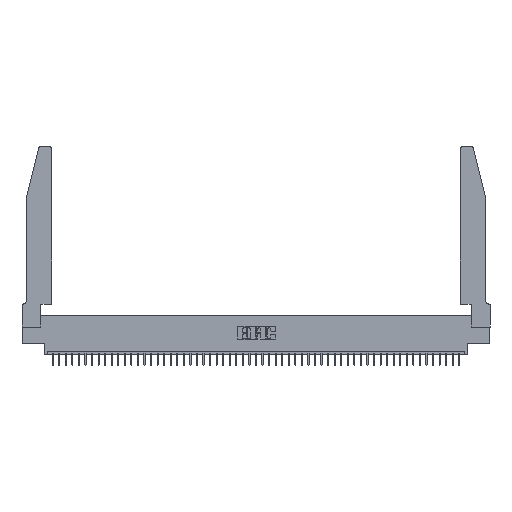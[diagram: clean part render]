
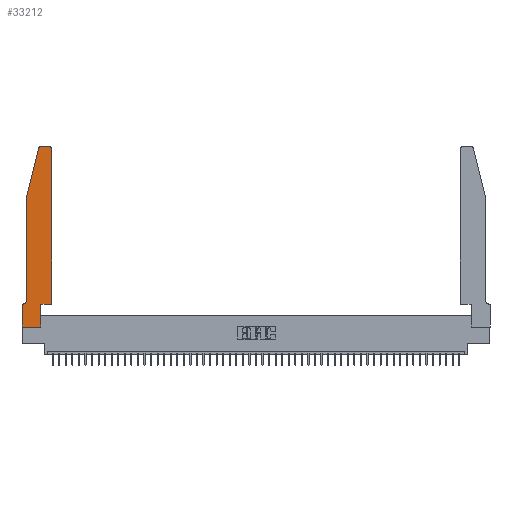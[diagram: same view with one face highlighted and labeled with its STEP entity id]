
A CAD part, top view. The second image highlights one B-rep face of the part: STEP entity #33212.
In plain terms, the highlighted planar face has unit normal (0, 0, 1).
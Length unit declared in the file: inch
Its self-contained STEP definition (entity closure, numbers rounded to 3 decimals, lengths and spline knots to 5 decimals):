
#1853 = ORIENTED_EDGE ( 'NONE', *, *, #13482, .T. ) ;
#2119 = VERTEX_POINT ( 'NONE', #14256 ) ;
#2611 = AXIS2_PLACEMENT_3D ( 'NONE', #40295, #16424, #44249 ) ;
#3539 = AXIS2_PLACEMENT_3D ( 'NONE', #15966, #43784, #19964 ) ;
#3615 = CARTESIAN_POINT ( 'NONE',  ( 0.0755, 2., 0.37 ) ) ;
#3773 = CARTESIAN_POINT ( 'NONE',  ( 0., 0., 0.37 ) ) ;
#3824 = ORIENTED_EDGE ( 'NONE', *, *, #44265, .T. ) ;
#4284 = DIRECTION ( 'NONE',  ( 0., 0., 1. ) ) ;
#4578 = CARTESIAN_POINT ( 'NONE',  ( 0.4505, 0.35, 0.37 ) ) ;
#4940 = CIRCLE ( 'NONE', #2611, 0.03 ) ;
#6410 = LINE ( 'NONE', #25368, #7673 ) ;
#6949 = ORIENTED_EDGE ( 'NONE', *, *, #38516, .T. ) ;
#7560 = LINE ( 'NONE', #21256, #27542 ) ;
#7673 = VECTOR ( 'NONE', #49135, 39.37008 ) ;
#8174 = CARTESIAN_POINT ( 'NONE',  ( 0.25487, 2.72718, 0.37 ) ) ;
#8536 = DIRECTION ( 'NONE',  ( -1., 0., 0. ) ) ;
#8558 = ORIENTED_EDGE ( 'NONE', *, *, #39108, .T. ) ;
#8590 = DIRECTION ( 'NONE',  ( 1., 0., 0. ) ) ;
#8875 = EDGE_CURVE ( 'NONE', #41328, #33678, #39865, .T. ) ;
#8916 = LINE ( 'NONE', #40853, #18305 ) ;
#8954 = ORIENTED_EDGE ( 'NONE', *, *, #17066, .T. ) ;
#9094 = ORIENTED_EDGE ( 'NONE', *, *, #38571, .T. ) ;
#9135 = AXIS2_PLACEMENT_3D ( 'NONE', #13032, #40909, #17037 ) ;
#9454 = LINE ( 'NONE', #3773, #50541 ) ;
#10803 = CARTESIAN_POINT ( 'NONE',  ( 0., 0., 0.37 ) ) ;
#11031 = VERTEX_POINT ( 'NONE', #22996 ) ;
#11812 = DIRECTION ( 'NONE',  ( 1., 0., 0. ) ) ;
#12394 = DIRECTION ( 'NONE',  ( 0., 1., 0. ) ) ;
#13032 = CARTESIAN_POINT ( 'NONE',  ( 0.4205, 2.72, 0.37 ) ) ;
#13144 = DIRECTION ( 'NONE',  ( 0., -1., 0. ) ) ;
#13482 = EDGE_CURVE ( 'NONE', #48242, #40855, #4940, .T. ) ;
#14066 = CARTESIAN_POINT ( 'NONE',  ( 0.0055, 0.35, 0.37 ) ) ;
#14256 = CARTESIAN_POINT ( 'NONE',  ( 0.0755, 2., 0.37 ) ) ;
#14503 = VECTOR ( 'NONE', #8536, 39.37008 ) ;
#15966 = CARTESIAN_POINT ( 'NONE',  ( 0.0055, 0.42, 0.37 ) ) ;
#16424 = DIRECTION ( 'NONE',  ( 0., 0., 1. ) ) ;
#17037 = DIRECTION ( 'NONE',  ( 1., 0., 0. ) ) ;
#17066 = EDGE_CURVE ( 'NONE', #45631, #19783, #22928, .T. ) ;
#17112 = ORIENTED_EDGE ( 'NONE', *, *, #37608, .T. ) ;
#18305 = VECTOR ( 'NONE', #13144, 39.37008 ) ;
#18684 = VECTOR ( 'NONE', #19017, 39.37008 ) ;
#18816 = CARTESIAN_POINT ( 'NONE',  ( 0.2865, 0.35, 0.37 ) ) ;
#18862 = VERTEX_POINT ( 'NONE', #48322 ) ;
#19017 = DIRECTION ( 'NONE',  ( 0., -1., 0. ) ) ;
#19783 = VERTEX_POINT ( 'NONE', #26544 ) ;
#19964 = DIRECTION ( 'NONE',  ( -1., 0., 0. ) ) ;
#20204 = EDGE_CURVE ( 'NONE', #24825, #45631, #7560, .T. ) ;
#21256 = CARTESIAN_POINT ( 'NONE',  ( 0.2865, 0.35, 0.37 ) ) ;
#22144 = VECTOR ( 'NONE', #31521, 39.37008 ) ;
#22449 = ORIENTED_EDGE ( 'NONE', *, *, #42384, .T. ) ;
#22928 = LINE ( 'NONE', #4578, #31025 ) ;
#22996 = CARTESIAN_POINT ( 'NONE',  ( 0.4505, 2.72, 0.37 ) ) ;
#23075 = CARTESIAN_POINT ( 'NONE',  ( 0.2865, 0., 0.37 ) ) ;
#24825 = VERTEX_POINT ( 'NONE', #23075 ) ;
#25123 = LINE ( 'NONE', #44399, #14503 ) ;
#25368 = CARTESIAN_POINT ( 'NONE',  ( 0.0755, 0.35, 0.37 ) ) ;
#26544 = CARTESIAN_POINT ( 'NONE',  ( 0.4505, 0.35, 0.37 ) ) ;
#27542 = VECTOR ( 'NONE', #29268, 39.37008 ) ;
#28168 = CARTESIAN_POINT ( 'NONE',  ( 0., 0.35, 0.37 ) ) ;
#29268 = DIRECTION ( 'NONE',  ( 0., 1., 0. ) ) ;
#31025 = VECTOR ( 'NONE', #8590, 39.37008 ) ;
#31521 = DIRECTION ( 'NONE',  ( -0.239, -0.971, 0. ) ) ;
#31991 = PLANE ( 'NONE',  #48546 ) ;
#32174 = DIRECTION ( 'NONE',  ( 1., 0., 0. ) ) ;
#32245 = CARTESIAN_POINT ( 'NONE',  ( 0.4505, 0.35, 0.37 ) ) ;
#32872 = CIRCLE ( 'NONE', #3539, 0.07 ) ;
#33016 = FACE_OUTER_BOUND ( 'NONE', #41844, .T. ) ;
#33212 = ADVANCED_FACE ( 'NONE', ( #33016 ), #31991, .T. ) ;
#33678 = VERTEX_POINT ( 'NONE', #37479 ) ;
#34598 = EDGE_CURVE ( 'NONE', #18862, #38005, #32872, .T. ) ;
#36276 = ORIENTED_EDGE ( 'NONE', *, *, #20204, .T. ) ;
#37032 = CARTESIAN_POINT ( 'NONE',  ( 0.4205, 2.75, 0.37 ) ) ;
#37479 = CARTESIAN_POINT ( 'NONE',  ( 0., 0., 0.37 ) ) ;
#37608 = EDGE_CURVE ( 'NONE', #40855, #2119, #51365, .T. ) ;
#37681 = CIRCLE ( 'NONE', #9135, 0.03 ) ;
#38005 = VERTEX_POINT ( 'NONE', #14066 ) ;
#38018 = LINE ( 'NONE', #32245, #48542 ) ;
#38516 = EDGE_CURVE ( 'NONE', #2119, #18862, #8916, .T. ) ;
#38517 = VERTEX_POINT ( 'NONE', #37032 ) ;
#38571 = EDGE_CURVE ( 'NONE', #38005, #41328, #6410, .T. ) ;
#39108 = EDGE_CURVE ( 'NONE', #38517, #48242, #25123, .T. ) ;
#39865 = LINE ( 'NONE', #10803, #18684 ) ;
#39975 = CARTESIAN_POINT ( 'NONE',  ( 0.284, 2.75, 0.37 ) ) ;
#40295 = CARTESIAN_POINT ( 'NONE',  ( 0.284, 2.72, 0.37 ) ) ;
#40853 = CARTESIAN_POINT ( 'NONE',  ( 0.0755, 2., 0.37 ) ) ;
#40855 = VERTEX_POINT ( 'NONE', #8174 ) ;
#40882 = EDGE_CURVE ( 'NONE', #19783, #11031, #38018, .T. ) ;
#40909 = DIRECTION ( 'NONE',  ( 0., 0., 1. ) ) ;
#41328 = VERTEX_POINT ( 'NONE', #47475 ) ;
#41844 = EDGE_LOOP ( 'NONE', ( #8558, #1853, #17112, #6949, #43383, #9094, #42362, #3824, #36276, #8954, #48233, #22449 ) ) ;
#42362 = ORIENTED_EDGE ( 'NONE', *, *, #8875, .T. ) ;
#42384 = EDGE_CURVE ( 'NONE', #11031, #38517, #37681, .T. ) ;
#43383 = ORIENTED_EDGE ( 'NONE', *, *, #34598, .T. ) ;
#43784 = DIRECTION ( 'NONE',  ( 0., 0., -1. ) ) ;
#44249 = DIRECTION ( 'NONE',  ( 1., 0., 0. ) ) ;
#44265 = EDGE_CURVE ( 'NONE', #33678, #24825, #9454, .T. ) ;
#44399 = CARTESIAN_POINT ( 'NONE',  ( 0.2605, 2.75, 0.37 ) ) ;
#45631 = VERTEX_POINT ( 'NONE', #18816 ) ;
#47475 = CARTESIAN_POINT ( 'NONE',  ( 0., 0.35, 0.37 ) ) ;
#48233 = ORIENTED_EDGE ( 'NONE', *, *, #40882, .T. ) ;
#48242 = VERTEX_POINT ( 'NONE', #39975 ) ;
#48322 = CARTESIAN_POINT ( 'NONE',  ( 0.0755, 0.42, 0.37 ) ) ;
#48542 = VECTOR ( 'NONE', #12394, 39.37008 ) ;
#48546 = AXIS2_PLACEMENT_3D ( 'NONE', #28168, #4284, #32174 ) ;
#49135 = DIRECTION ( 'NONE',  ( -1., 0., 0. ) ) ;
#50541 = VECTOR ( 'NONE', #11812, 39.37008 ) ;
#51365 = LINE ( 'NONE', #3615, #22144 ) ;
